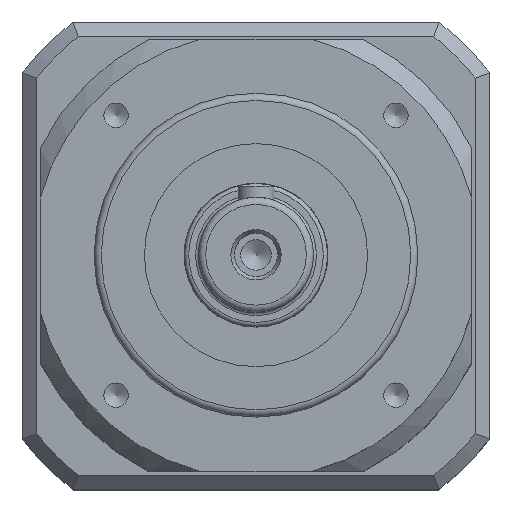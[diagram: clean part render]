
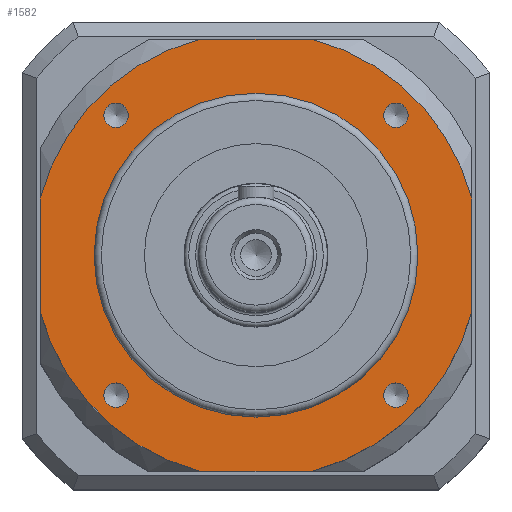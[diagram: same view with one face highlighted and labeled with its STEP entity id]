
A CAD part, top view. The second image highlights one B-rep face of the part: STEP entity #1582.
In plain terms, the highlighted planar face has unit normal (0, 0, 1).
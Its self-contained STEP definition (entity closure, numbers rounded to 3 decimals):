
#112=CARTESIAN_POINT('',(-38.891,35.491,0.));
#113=VERTEX_POINT('',#112);
#114=CARTESIAN_POINT('',(-38.891,38.891,0.));
#115=DIRECTION('',(0.0,0.0,1.0));
#116=DIRECTION('',(0.0,-1.0,0.0));
#117=AXIS2_PLACEMENT_3D('',#114,#115,#116);
#118=CIRCLE('',#117,3.4);
#119=EDGE_CURVE('',#113,#113,#118,.T.);
#149=CARTESIAN_POINT('',(-38.891,-42.291,0.));
#150=VERTEX_POINT('',#149);
#151=CARTESIAN_POINT('',(-38.891,-38.891,0.));
#152=DIRECTION('',(0.0,0.0,1.0));
#153=DIRECTION('',(0.0,-1.0,0.0));
#154=AXIS2_PLACEMENT_3D('',#151,#152,#153);
#155=CIRCLE('',#154,3.4);
#156=EDGE_CURVE('',#150,#150,#155,.T.);
#186=CARTESIAN_POINT('',(38.891,-42.291,0.));
#187=VERTEX_POINT('',#186);
#188=CARTESIAN_POINT('',(38.891,-38.891,0.));
#189=DIRECTION('',(0.0,0.0,1.0));
#190=DIRECTION('',(0.0,-1.0,0.0));
#191=AXIS2_PLACEMENT_3D('',#188,#189,#190);
#192=CIRCLE('',#191,3.4);
#193=EDGE_CURVE('',#187,#187,#192,.T.);
#334=CARTESIAN_POINT('',(42.291,38.891,0.));
#335=VERTEX_POINT('',#334);
#336=CARTESIAN_POINT('',(38.891,38.891,0.));
#337=DIRECTION('',(0.0,0.0,1.0));
#338=DIRECTION('',(1.0,0.0,0.0));
#339=AXIS2_PLACEMENT_3D('',#336,#337,#338);
#340=CIRCLE('',#339,3.4);
#341=EDGE_CURVE('',#335,#335,#340,.T.);
#428=CARTESIAN_POINT('',(0.0,45.0,0.));
#429=VERTEX_POINT('',#428);
#430=CARTESIAN_POINT('',(0.0,0.,0.0));
#431=DIRECTION('',(0.0,0.0,-1.0));
#432=DIRECTION('',(0.0,1.0,0.0));
#433=AXIS2_PLACEMENT_3D('',#430,#431,#432);
#434=CIRCLE('',#433,45.);
#435=EDGE_CURVE('',#429,#429,#434,.T.);
#1410=CARTESIAN_POINT('',(60.,-15.62,0.0));
#1411=VERTEX_POINT('',#1410);
#1418=CARTESIAN_POINT('',(15.62,-60.,0.));
#1419=VERTEX_POINT('',#1418);
#1420=CARTESIAN_POINT('',(0.0,0.,0.));
#1421=DIRECTION('',(0.0,0.0,-1.0));
#1422=DIRECTION('',(0.0,1.0,0.0));
#1423=AXIS2_PLACEMENT_3D('',#1420,#1421,#1422);
#1424=CIRCLE('',#1423,62.);
#1425=EDGE_CURVE('',#1411,#1419,#1424,.T.);
#1441=CARTESIAN_POINT('',(15.62,60.,0.0));
#1442=VERTEX_POINT('',#1441);
#1443=CARTESIAN_POINT('',(60.,15.62,0.));
#1444=VERTEX_POINT('',#1443);
#1445=CARTESIAN_POINT('',(0.0,0.,0.));
#1446=DIRECTION('',(0.0,0.0,-1.0));
#1447=DIRECTION('',(0.0,1.0,0.0));
#1448=AXIS2_PLACEMENT_3D('',#1445,#1446,#1447);
#1449=CIRCLE('',#1448,62.);
#1450=EDGE_CURVE('',#1442,#1444,#1449,.T.);
#1474=CARTESIAN_POINT('',(-15.62,-60.,0.0));
#1475=VERTEX_POINT('',#1474);
#1482=CARTESIAN_POINT('',(-60.,-15.62,0.));
#1483=VERTEX_POINT('',#1482);
#1484=CARTESIAN_POINT('',(0.0,0.,0.));
#1485=DIRECTION('',(0.0,0.0,-1.0));
#1486=DIRECTION('',(0.0,1.0,0.0));
#1487=AXIS2_PLACEMENT_3D('',#1484,#1485,#1486);
#1488=CIRCLE('',#1487,62.);
#1489=EDGE_CURVE('',#1475,#1483,#1488,.T.);
#1506=CARTESIAN_POINT('',(-60.,15.62,0.0));
#1507=VERTEX_POINT('',#1506);
#1514=CARTESIAN_POINT('',(-15.62,60.,0.));
#1515=VERTEX_POINT('',#1514);
#1516=CARTESIAN_POINT('',(0.0,0.,0.));
#1517=DIRECTION('',(0.0,0.0,-1.0));
#1518=DIRECTION('',(0.0,1.0,0.0));
#1519=AXIS2_PLACEMENT_3D('',#1516,#1517,#1518);
#1520=CIRCLE('',#1519,62.);
#1521=EDGE_CURVE('',#1507,#1515,#1520,.T.);
#1532=CARTESIAN_POINT('',(0.0,62.,0.));
#1533=DIRECTION('',(0.0,0.0,1.0));
#1534=DIRECTION('',(1.0,0.0,0.0));
#1535=AXIS2_PLACEMENT_3D('',#1532,#1533,#1534);
#1536=PLANE('',#1535);
#1537=ORIENTED_EDGE('',*,*,#1425,.F.);
#1538=CARTESIAN_POINT('',(60.0,-15.62,0.));
#1539=DIRECTION('',(0.0,1.0,0.0));
#1540=VECTOR('',#1539,31.241);
#1541=LINE('',#1538,#1540);
#1542=EDGE_CURVE('',#1411,#1444,#1541,.T.);
#1543=ORIENTED_EDGE('',*,*,#1542,.T.);
#1544=ORIENTED_EDGE('',*,*,#1450,.F.);
#1545=CARTESIAN_POINT('',(15.62,60.,0.));
#1546=DIRECTION('',(-1.0,0.0,0.0));
#1547=VECTOR('',#1546,31.241);
#1548=LINE('',#1545,#1547);
#1549=EDGE_CURVE('',#1442,#1515,#1548,.T.);
#1550=ORIENTED_EDGE('',*,*,#1549,.T.);
#1551=ORIENTED_EDGE('',*,*,#1521,.F.);
#1552=CARTESIAN_POINT('',(-60.0,15.62,0.));
#1553=DIRECTION('',(0.0,-1.0,0.0));
#1554=VECTOR('',#1553,31.241);
#1555=LINE('',#1552,#1554);
#1556=EDGE_CURVE('',#1507,#1483,#1555,.T.);
#1557=ORIENTED_EDGE('',*,*,#1556,.T.);
#1558=ORIENTED_EDGE('',*,*,#1489,.F.);
#1559=CARTESIAN_POINT('',(-15.62,-60.,0.));
#1560=DIRECTION('',(1.0,0.0,0.0));
#1561=VECTOR('',#1560,31.241);
#1562=LINE('',#1559,#1561);
#1563=EDGE_CURVE('',#1475,#1419,#1562,.T.);
#1564=ORIENTED_EDGE('',*,*,#1563,.T.);
#1565=EDGE_LOOP('',(#1537,#1543,#1544,#1550,#1551,#1557,#1558,#1564));
#1566=FACE_OUTER_BOUND('',#1565,.T.);
#1567=ORIENTED_EDGE('',*,*,#156,.F.);
#1568=EDGE_LOOP('',(#1567));
#1569=FACE_BOUND('',#1568,.T.);
#1570=ORIENTED_EDGE('',*,*,#193,.F.);
#1571=EDGE_LOOP('',(#1570));
#1572=FACE_BOUND('',#1571,.T.);
#1573=ORIENTED_EDGE('',*,*,#341,.F.);
#1574=EDGE_LOOP('',(#1573));
#1575=FACE_BOUND('',#1574,.T.);
#1576=ORIENTED_EDGE('',*,*,#435,.T.);
#1577=EDGE_LOOP('',(#1576));
#1578=FACE_BOUND('',#1577,.T.);
#1579=ORIENTED_EDGE('',*,*,#119,.F.);
#1580=EDGE_LOOP('',(#1579));
#1581=FACE_BOUND('',#1580,.T.);
#1582=ADVANCED_FACE('',(#1566,#1569,#1572,#1575,#1578,#1581),#1536,.T.);
